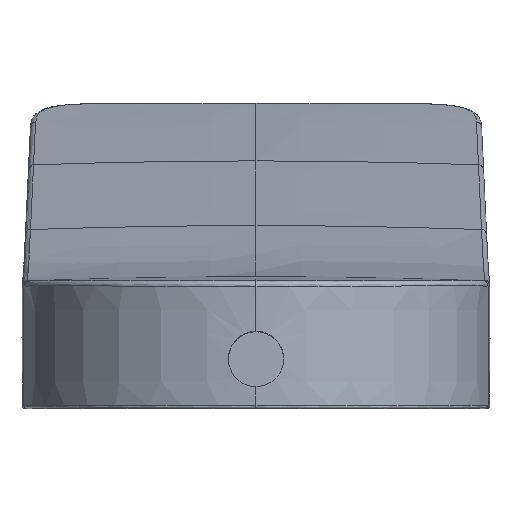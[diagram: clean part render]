
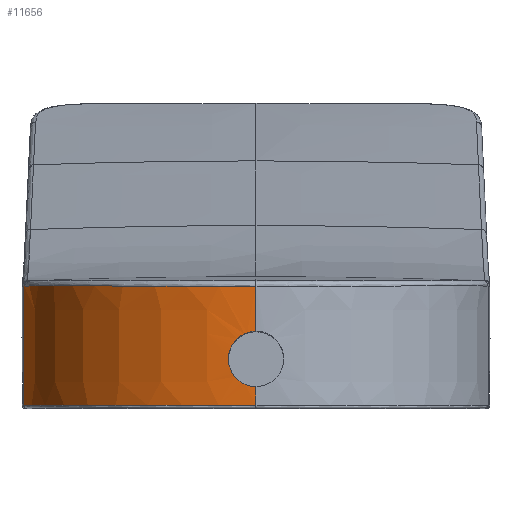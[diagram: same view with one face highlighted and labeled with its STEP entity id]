
A CAD part, left-side view. The second image highlights one B-rep face of the part: STEP entity #11656.
In plain terms, the highlighted free-form (B-spline) face has degree [5, 7] with [6, 8] control points.
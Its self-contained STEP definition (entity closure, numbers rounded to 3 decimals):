
#7331=CARTESIAN_POINT(' ',(-2.755,21.823,11.523));
#7336=DIRECTION(' ',(0.,0.,-1.));
#7341=VECTOR(' ',#7336,1.);
#7346=LINE('',#7331,#7341);
#7351=CARTESIAN_POINT(' ',(-2.755,21.823,11.523));
#7352=VERTEX_POINT(' ',#7351);
#7356=CARTESIAN_POINT(' ',(-2.755,21.823,0.3));
#7357=VERTEX_POINT(' ',#7356);
#7361=EDGE_CURVE(' ',#7352,#7357,#7346,.T.);
#11021=CARTESIAN_POINT(' ',(-21.97,0.,0.3));
#11026=CARTESIAN_POINT(' ',(-21.97,4.651,0.3));
#11031=CARTESIAN_POINT(' ',(-20.823,9.245,0.3));
#11036=CARTESIAN_POINT(' ',(-18.579,13.456,0.3));
#11041=CARTESIAN_POINT(' ',(-15.395,16.992,0.3));
#11046=CARTESIAN_POINT(' ',(-11.506,19.635,0.3));
#11051=CARTESIAN_POINT(' ',(-7.196,21.256,0.3));
#11056=CARTESIAN_POINT(' ',(-2.755,21.823,0.3));
#11061=CARTESIAN_POINT(' ',(-21.97,0.,2.553));
#11066=CARTESIAN_POINT(' ',(-21.97,4.651,2.553));
#11071=CARTESIAN_POINT(' ',(-20.823,9.245,2.553));
#11076=CARTESIAN_POINT(' ',(-18.579,13.456,2.553));
#11081=CARTESIAN_POINT(' ',(-15.395,16.992,2.553));
#11086=CARTESIAN_POINT(' ',(-11.506,19.635,2.553));
#11091=CARTESIAN_POINT(' ',(-7.196,21.256,2.553));
#11096=CARTESIAN_POINT(' ',(-2.755,21.823,2.553));
#11101=CARTESIAN_POINT(' ',(-21.97,0.,4.806));
#11106=CARTESIAN_POINT(' ',(-21.97,4.651,4.806));
#11111=CARTESIAN_POINT(' ',(-20.823,9.245,4.806));
#11116=CARTESIAN_POINT(' ',(-18.579,13.456,4.806));
#11121=CARTESIAN_POINT(' ',(-15.395,16.992,4.806));
#11126=CARTESIAN_POINT(' ',(-11.506,19.635,4.806));
#11131=CARTESIAN_POINT(' ',(-7.196,21.256,4.806));
#11136=CARTESIAN_POINT(' ',(-2.755,21.823,4.806));
#11141=CARTESIAN_POINT(' ',(-21.97,0.,7.058));
#11146=CARTESIAN_POINT(' ',(-21.97,4.651,7.058));
#11151=CARTESIAN_POINT(' ',(-20.823,9.245,7.058));
#11156=CARTESIAN_POINT(' ',(-18.579,13.456,7.058));
#11161=CARTESIAN_POINT(' ',(-15.395,16.992,7.058));
#11166=CARTESIAN_POINT(' ',(-11.506,19.635,7.058));
#11171=CARTESIAN_POINT(' ',(-7.196,21.256,7.058));
#11176=CARTESIAN_POINT(' ',(-2.755,21.823,7.058));
#11181=CARTESIAN_POINT(' ',(-21.97,0.,9.311));
#11186=CARTESIAN_POINT(' ',(-21.97,4.651,9.311));
#11191=CARTESIAN_POINT(' ',(-20.823,9.245,9.311));
#11196=CARTESIAN_POINT(' ',(-18.579,13.456,9.311));
#11201=CARTESIAN_POINT(' ',(-15.395,16.992,9.311));
#11206=CARTESIAN_POINT(' ',(-11.506,19.635,9.311));
#11211=CARTESIAN_POINT(' ',(-7.196,21.256,9.311));
#11216=CARTESIAN_POINT(' ',(-2.755,21.823,9.311));
#11221=CARTESIAN_POINT(' ',(-21.97,0.,11.564));
#11226=CARTESIAN_POINT(' ',(-21.97,4.651,11.564));
#11231=CARTESIAN_POINT(' ',(-20.823,9.245,11.564));
#11236=CARTESIAN_POINT(' ',(-18.579,13.456,11.564));
#11241=CARTESIAN_POINT(' ',(-15.395,16.992,11.564));
#11246=CARTESIAN_POINT(' ',(-11.506,19.635,11.564));
#11251=CARTESIAN_POINT(' ',(-7.196,21.256,11.564));
#11256=CARTESIAN_POINT(' ',(-2.755,21.823,11.564));
#11261=B_SPLINE_SURFACE_WITH_KNOTS(' ',5,7,((#11021,#11026,#11031,#11036,#11041,#11046,#11051,#11056),(#11061,#11066,#11071,#11076,#11081,#11086,#11091,#11096),(#11101,#11106,#11111,#11116,#11121,#11126,#11131,#11136),(#11141,#11146,#11151,#11156,#11161,#11166,#11171,#11176),(#11181,#11186,#11191,#11196,#11201,#11206,#11211,#11216),(#11221,#11226,#11231,#11236,#11241,#11246,#11251,#11256)),.UNSPECIFIED.,.F.,.F.,.U.,(6,6),(8,8),(0.3,11.564),(0.02,32.794),.UNSPECIFIED.);
#11266=CARTESIAN_POINT(' ',(-21.97,0.,7.281));
#11271=DIRECTION(' ',(0.,0.,1.));
#11276=VECTOR(' ',#11271,1.);
#11281=LINE('',#11266,#11276);
#11286=CARTESIAN_POINT(' ',(-21.97,0.,7.281));
#11287=VERTEX_POINT(' ',#11286);
#11291=CARTESIAN_POINT(' ',(-21.97,0.,11.527));
#11292=VERTEX_POINT(' ',#11291);
#11296=EDGE_CURVE(' ',#11287,#11292,#11281,.T.);
#11301=ORIENTED_EDGE(' ',*,*,#11296,.T.);
#11306=CARTESIAN_POINT(' ',(-21.97,0.,11.527));
#11311=CARTESIAN_POINT(' ',(-21.97,1.502,11.527));
#11316=CARTESIAN_POINT(' ',(-21.823,2.84,11.527));
#11321=CARTESIAN_POINT(' ',(-21.348,5.348,11.525));
#11326=CARTESIAN_POINT(' ',(-21.018,6.519,11.524));
#11331=CARTESIAN_POINT(' ',(-20.151,8.847,11.523));
#11336=CARTESIAN_POINT(' ',(-19.612,10.006,11.524));
#11341=CARTESIAN_POINT(' ',(-18.429,12.005,11.528));
#11346=CARTESIAN_POINT(' ',(-17.854,12.845,11.531));
#11351=CARTESIAN_POINT(' ',(-16.608,14.435,11.537));
#11356=CARTESIAN_POINT(' ',(-15.918,15.186,11.54));
#11361=CARTESIAN_POINT(' ',(-14.32,16.721,11.548));
#11366=CARTESIAN_POINT(' ',(-13.402,17.466,11.551));
#11371=CARTESIAN_POINT(' ',(-11.382,18.848,11.554));
#11376=CARTESIAN_POINT(' ',(-10.278,19.487,11.554));
#11381=CARTESIAN_POINT(' ',(-7.916,20.548,11.548));
#11386=CARTESIAN_POINT(' ',(-6.877,20.904,11.543));
#11391=CARTESIAN_POINT(' ',(-5.455,21.315,11.536));
#11396=CARTESIAN_POINT(' ',(-4.877,21.459,11.533));
#11401=CARTESIAN_POINT(' ',(-3.74,21.678,11.527));
#11406=CARTESIAN_POINT(' ',(-3.289,21.755,11.525));
#11411=CARTESIAN_POINT(' ',(-2.755,21.823,11.523));
#11416=B_SPLINE_CURVE_WITH_KNOTS('',3,(#11306,#11311,#11316,#11321,#11326,#11331,#11336,#11341,#11346,#11351,#11356,#11361,#11366,#11371,#11376,#11381,#11386,#11391,#11396,#11401,#11406,#11411),.UNSPECIFIED.,.F.,.U.,(4,2,2,2,2,2,2,2,2,2,4),(0.,0.12,0.24,0.36,0.44,0.536,0.656,0.776,0.876,0.956,1.),.UNSPECIFIED.);
#11421=EDGE_CURVE(' ',#11292,#7352,#11416,.T.);
#11426=ORIENTED_EDGE(' ',*,*,#11421,.T.);
#11431=ORIENTED_EDGE(' ',*,*,#7361,.T.);
#11436=CARTESIAN_POINT(' ',(0.03,0.,0.3));
#11441=DIRECTION(' ',(0.,0.,1.));
#11446=DIRECTION(' ',(-0.127,0.992,0.));
#11451=AXIS2_PLACEMENT_3D(' ',#11436,#11441,#11446);
#11456=CIRCLE('',#11451,22.);
#11461=CARTESIAN_POINT(' ',(-21.97,0.,0.3));
#11462=VERTEX_POINT(' ',#11461);
#11466=EDGE_CURVE(' ',#7357,#11462,#11456,.T.);
#11471=ORIENTED_EDGE(' ',*,*,#11466,.T.);
#11476=CARTESIAN_POINT(' ',(-21.97,0.,0.3));
#11481=DIRECTION(' ',(0.,0.,1.));
#11486=VECTOR(' ',#11481,1.);
#11491=LINE('',#11476,#11486);
#11496=CARTESIAN_POINT(' ',(-21.97,0.,2.071));
#11497=VERTEX_POINT(' ',#11496);
#11501=EDGE_CURVE(' ',#11462,#11497,#11491,.T.);
#11506=ORIENTED_EDGE(' ',*,*,#11501,.T.);
#11511=CARTESIAN_POINT(' ',(-21.671,0.,4.651));
#11516=DIRECTION(' ',(-0.993,0.,0.115));
#11521=DIRECTION(' ',(-0.112,0.231,-0.966));
#11526=AXIS2_PLACEMENT_3D(' ',#11511,#11516,#11521);
#11531=CIRCLE('',#11526,2.597);
#11536=CARTESIAN_POINT(' ',(-21.962,0.6,2.141));
#11537=VERTEX_POINT(' ',#11536);
#11541=EDGE_CURVE(' ',#11537,#11497,#11531,.T.);
#11546=ORIENTED_EDGE(' ',*,*,#11541,.F.);
#11551=CARTESIAN_POINT(' ',(-21.962,0.6,2.141));
#11556=CARTESIAN_POINT(' ',(-21.949,1.059,2.25));
#11561=CARTESIAN_POINT(' ',(-21.924,1.452,2.469));
#11566=CARTESIAN_POINT(' ',(-21.873,2.087,3.057));
#11571=CARTESIAN_POINT(' ',(-21.847,2.322,3.425));
#11576=CARTESIAN_POINT(' ',(-21.81,2.652,4.379));
#11581=CARTESIAN_POINT(' ',(-21.811,2.649,4.999));
#11586=CARTESIAN_POINT(' ',(-21.85,2.293,5.967));
#11591=CARTESIAN_POINT(' ',(-21.877,2.045,6.337));
#11596=CARTESIAN_POINT(' ',(-21.917,1.534,6.791));
#11601=CARTESIAN_POINT(' ',(-21.931,1.324,6.932));
#11606=CARTESIAN_POINT(' ',(-21.955,0.84,7.155));
#11611=CARTESIAN_POINT(' ',(-21.965,0.559,7.236));
#11616=CARTESIAN_POINT(' ',(-21.969,0.186,7.276));
#11621=CARTESIAN_POINT(' ',(-21.97,0.093,7.281));
#11626=CARTESIAN_POINT(' ',(-21.97,0.,7.281));
#11631=B_SPLINE_CURVE_WITH_KNOTS('',3,(#11551,#11556,#11561,#11566,#11571,#11576,#11581,#11586,#11591,#11596,#11601,#11606,#11611,#11616,#11621,#11626),.UNSPECIFIED.,.F.,.U.,(4,2,2,2,2,2,2,4),(0.,0.173,0.346,0.594,0.767,0.867,0.967,1.),.UNSPECIFIED.);
#11636=EDGE_CURVE(' ',#11537,#11287,#11631,.T.);
#11641=ORIENTED_EDGE(' ',*,*,#11636,.T.);
#11646=EDGE_LOOP(' ',(#11301,#11426,#11431,#11471,#11506,#11546,#11641));
#11651=FACE_OUTER_BOUND(' ',#11646,.T.);
#11656=ADVANCED_FACE('',(#11651),#11261,.T.);
